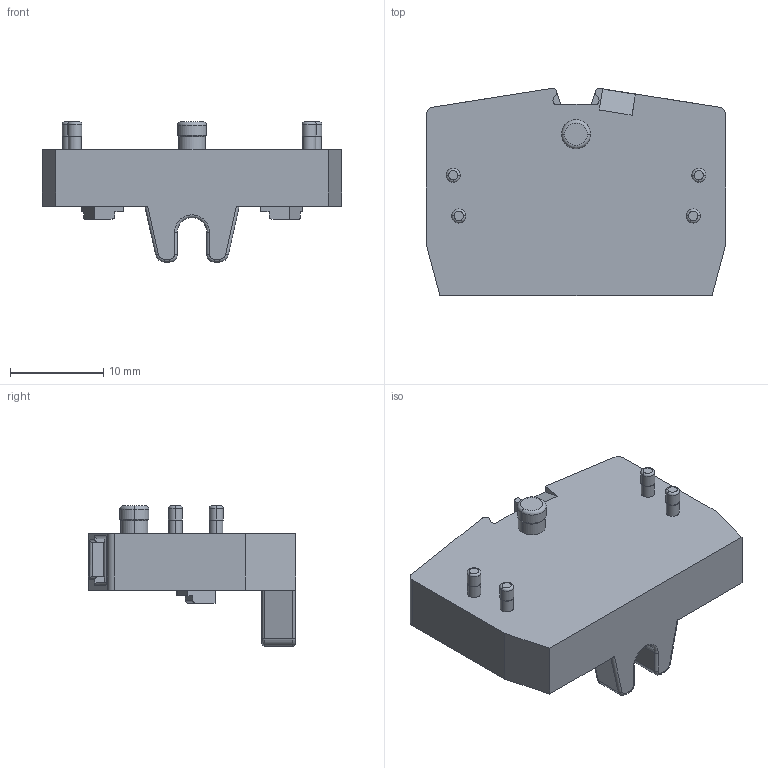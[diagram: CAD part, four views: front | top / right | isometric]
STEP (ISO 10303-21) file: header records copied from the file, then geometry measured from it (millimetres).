
FILE_DESCRIPTION(/* description */ (''),/* implementation_level */ '2;1');
FILE_NAME(/* name */ '254301.stp',/* time_stamp */ '2022-08-15T09:08:06+08:00',/* author */ (''),/* organization */ (''),/* preprocessor_version */ 'ST-DEVELOPER v16',/* originating_system */ 'SIEMENS PLM Software NX 10.0',/* authorisation */ '');
FILE_SCHEMA (('AP203_CONFIGURATION_CONTROLLED_3D_DESIGN_OF_MECHANICAL_PARTS_AND_ASSEMBLIES_MIM_LF { 1 0 10303 403 2 1 2}'));
Length unit declared in the file: millimetre
Products named in the file (1): syf02044A512mtpj
Bounding box: 32 x 22.17 x 15 mm (x, y, z)
Volume: 3905.5 mm3; surface area: 2483.4 mm2
Topology: 1 solids, 1 shells, 1665 faces, 4708 edges, 3120 vertices
Faces by surface type: plane 1496, cylinder 79, bspline 33, torus 21, cone 20, extrusion 16
Entity records: 55500 total; most frequent: CARTESIAN_POINT 12229, ORIENTED_EDGE 9416, DIRECTION 8061, EDGE_CURVE 4708, VECTOR 4423, LINE 4407, VERTEX_POINT 3120, AXIS2_PLACEMENT_3D 1819
